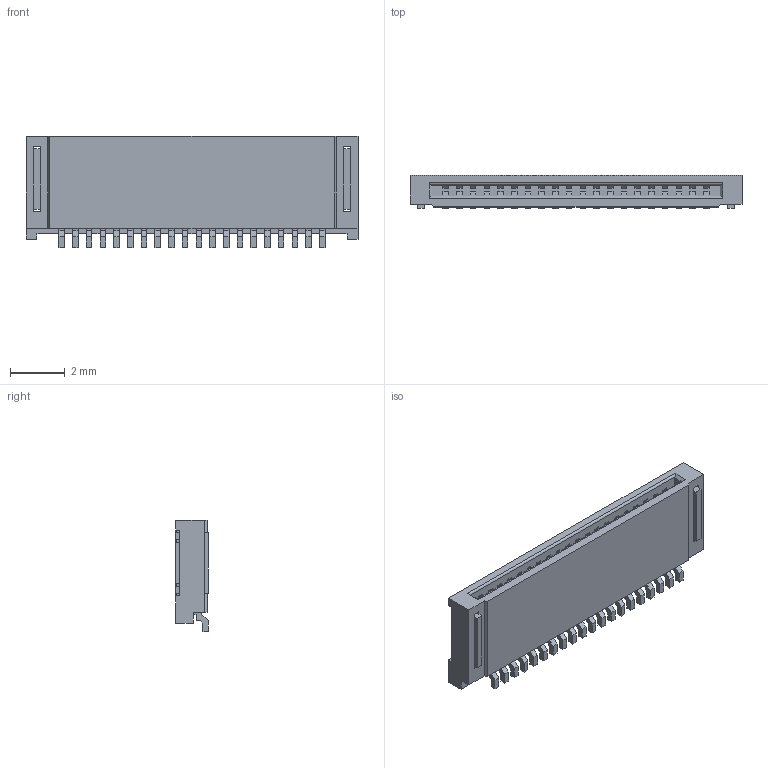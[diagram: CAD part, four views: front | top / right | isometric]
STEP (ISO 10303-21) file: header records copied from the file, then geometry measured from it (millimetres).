
FILE_DESCRIPTION((''),'2;1');
FILE_NAME('512812094','2016-07-05T',('gsharma'),(''),'PRO/ENGINEER BY PARAMETRIC TECHNOLOGY CORPORATION, 2012310','PRO/ENGINEER BY PARAMETRIC TECHNOLOGY CORPORATION, 2012310','');
FILE_SCHEMA(('CONFIG_CONTROL_DESIGN'));
Length unit declared in the file: millimetre
Products named in the file (1): 512812094
Bounding box: 12.1 x 1.2 x 4.05 mm (x, y, z)
Volume: 37.3 mm3; surface area: 241.6 mm2
Topology: 1 solids, 1 shells, 875 faces, 2578 edges, 1700 vertices
Faces by surface type: plane 789, cylinder 86
Entity records: 28445 total; most frequent: CARTESIAN_POINT 5086, ORIENTED_EDGE 4980, DIRECTION 4494, EDGE_CURVE 2490, VECTOR 2406, LINE 2406, VERTEX_POINT 1612, AXIS2_PLACEMENT_3D 1044
